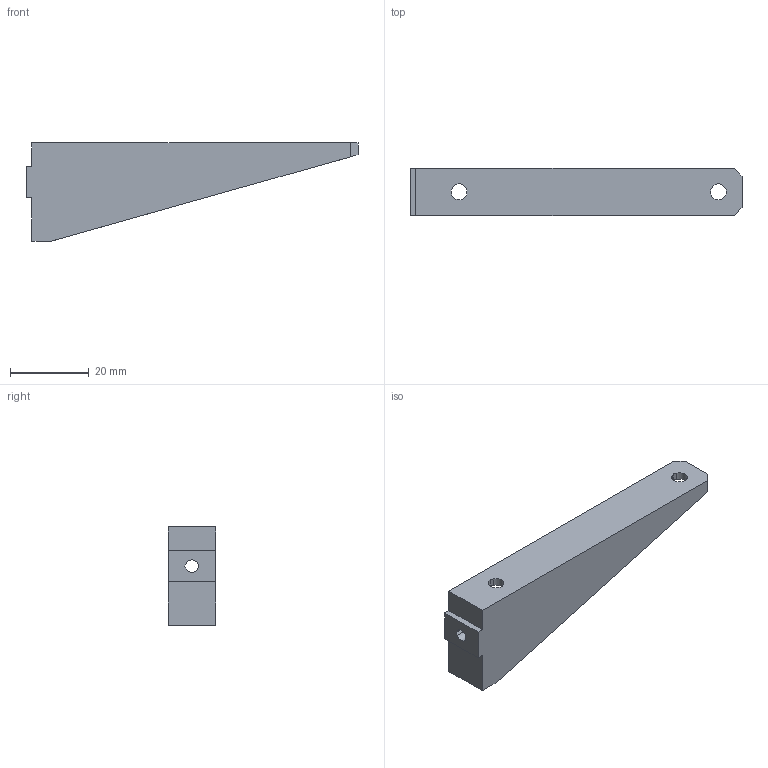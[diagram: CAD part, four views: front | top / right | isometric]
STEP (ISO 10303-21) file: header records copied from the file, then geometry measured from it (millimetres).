
FILE_DESCRIPTION(/* description */ (''),/* implementation_level */ '2;1');
FILE_NAME(/* name */ 'Heater Side Bracket_v3.step',/* time_stamp */ '2020-09-23T18:00:40-07:00',/* author */ (''),/* organization */ (''),/* preprocessor_version */ 'ST-DEVELOPER v18.1',/* originating_system */ 'Autodesk Translation Framework v9.3.0.1241',/* authorisation */ '');
FILE_SCHEMA (('AUTOMOTIVE_DESIGN { 1 0 10303 214 3 1 1 }'));
Length unit declared in the file: millimetre
Products named in the file (1): Heater Side Bracket
Bounding box: 84.5 x 12 x 25 mm (x, y, z)
Volume: 5997 mm3; surface area: 5082 mm2
Topology: 1 solids, 1 shells, 47 faces, 127 edges, 83 vertices
Faces by surface type: plane 43, cylinder 4
Entity records: 1494 total; most frequent: CARTESIAN_POINT 258, ORIENTED_EDGE 254, DIRECTION 231, EDGE_CURVE 127, LINE 119, VECTOR 119, VERTEX_POINT 83, AXIS2_PLACEMENT_3D 56
